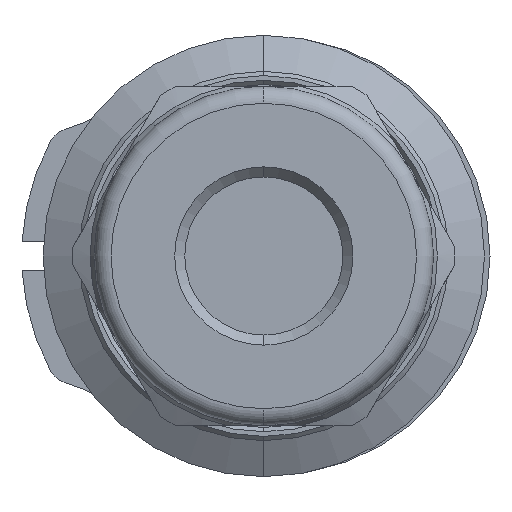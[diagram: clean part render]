
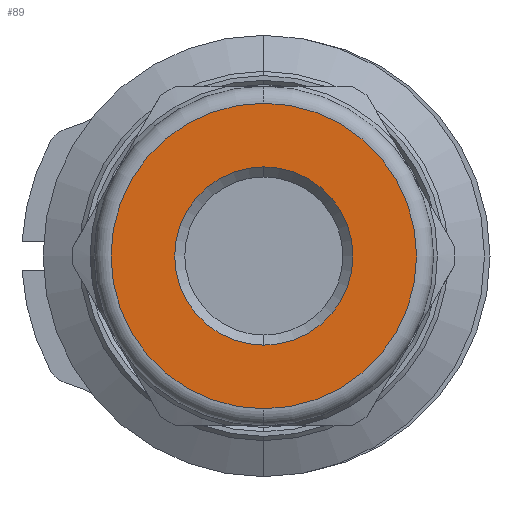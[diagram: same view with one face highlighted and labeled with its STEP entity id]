
A CAD part, left-side view. The second image highlights one B-rep face of the part: STEP entity #89.
In plain terms, the highlighted planar face has unit normal (-1, 0, 0).
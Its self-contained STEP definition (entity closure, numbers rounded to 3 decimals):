
#89 = ADVANCED_FACE ( 'NONE', ( #2258, #2259 ), #3883, .T. ) ;
#360 = VERTEX_POINT ( 'NONE', #3456 ) ;
#387 = VERTEX_POINT ( 'NONE', #3483 ) ;
#595 = VERTEX_POINT ( 'NONE', #3544 ) ;
#596 = VERTEX_POINT ( 'NONE', #3545 ) ;
#912 = CARTESIAN_POINT ( 'NONE',  ( -36.5, 0., 0. ) ) ;
#913 = DIRECTION ( 'NONE',  ( 1., 0., 0. ) ) ;
#914 = DIRECTION ( 'NONE',  ( 0., 0., -1. ) ) ;
#928 = CARTESIAN_POINT ( 'NONE',  ( -36.5, 0., 0. ) ) ;
#929 = DIRECTION ( 'NONE',  ( 1., 0., 0. ) ) ;
#930 = DIRECTION ( 'NONE',  ( 0., 0., -1. ) ) ;
#1310 = EDGE_LOOP ( 'NONE', ( #1360, #1348 ) ) ;
#1312 = EDGE_LOOP ( 'NONE', ( #1359, #1378 ) ) ;
#1348 = ORIENTED_EDGE ( 'NONE', *, *, #2553, .T. ) ;
#1359 = ORIENTED_EDGE ( 'NONE', *, *, #2674, .F. ) ;
#1360 = ORIENTED_EDGE ( 'NONE', *, *, #2668, .T. ) ;
#1378 = ORIENTED_EDGE ( 'NONE', *, *, #2552, .F. ) ;
#1469 = CIRCLE ( 'NONE', #4331, 18. ) ;
#1470 = CIRCLE ( 'NONE', #4332, 10.5 ) ;
#1626 = CIRCLE ( 'NONE', #4407, 10.5 ) ;
#1633 = CIRCLE ( 'NONE', #4411, 18. ) ;
#2258 = FACE_BOUND ( 'NONE', #1310, .T. ) ;
#2259 = FACE_OUTER_BOUND ( 'NONE', #1312, .T. ) ;
#2552 = EDGE_CURVE ( 'NONE', #596, #595, #1469, .T. ) ;
#2553 = EDGE_CURVE ( 'NONE', #360, #387, #1470, .T. ) ;
#2668 = EDGE_CURVE ( 'NONE', #387, #360, #1626, .T. ) ;
#2674 = EDGE_CURVE ( 'NONE', #595, #596, #1633, .T. ) ;
#2851 = AXIS2_PLACEMENT_3D ( 'NONE', #3884, #3885, #3886 ) ;
#3201 = CARTESIAN_POINT ( 'NONE',  ( -36.5, 0., 0. ) ) ;
#3202 = DIRECTION ( 'NONE',  ( 1., 0., 0. ) ) ;
#3203 = DIRECTION ( 'NONE',  ( 0., 0., -1. ) ) ;
#3204 = CARTESIAN_POINT ( 'NONE',  ( -36.5, 0., 0. ) ) ;
#3205 = DIRECTION ( 'NONE',  ( 1., 0., 0. ) ) ;
#3206 = DIRECTION ( 'NONE',  ( 0., 0., -1. ) ) ;
#3456 = CARTESIAN_POINT ( 'NONE',  ( -36.5, 0., -10.5 ) ) ;
#3483 = CARTESIAN_POINT ( 'NONE',  ( -36.5, 0., 10.5 ) ) ;
#3544 = CARTESIAN_POINT ( 'NONE',  ( -36.5, 0., -18. ) ) ;
#3545 = CARTESIAN_POINT ( 'NONE',  ( -36.5, 0., 18. ) ) ;
#3883 = PLANE ( 'NONE',  #2851 ) ;
#3884 = CARTESIAN_POINT ( 'NONE',  ( -36.5, 18., 0. ) ) ;
#3885 = DIRECTION ( 'NONE',  ( -1., 0., 0. ) ) ;
#3886 = DIRECTION ( 'NONE',  ( 0., 0., 1. ) ) ;
#4331 = AXIS2_PLACEMENT_3D ( 'NONE', #3201, #3202, #3203 ) ;
#4332 = AXIS2_PLACEMENT_3D ( 'NONE', #3204, #3205, #3206 ) ;
#4407 = AXIS2_PLACEMENT_3D ( 'NONE', #912, #913, #914 ) ;
#4411 = AXIS2_PLACEMENT_3D ( 'NONE', #928, #929, #930 ) ;
